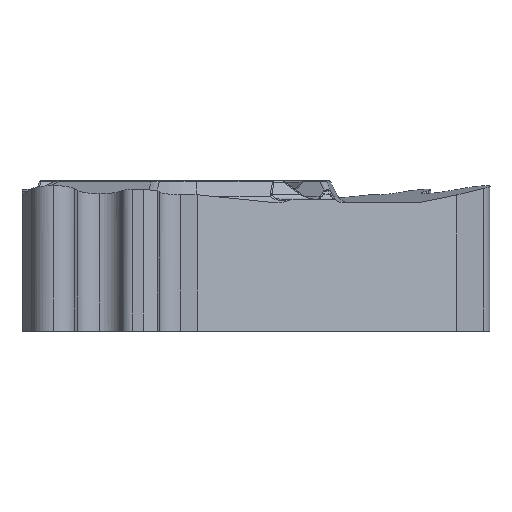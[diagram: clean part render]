
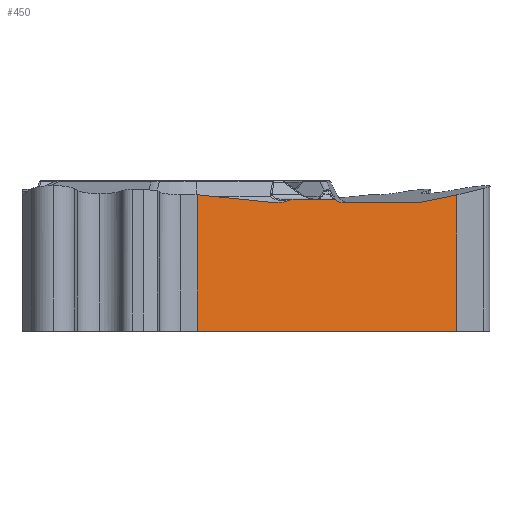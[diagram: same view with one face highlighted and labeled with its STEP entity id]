
A CAD part, front view. The second image highlights one B-rep face of the part: STEP entity #450.
In plain terms, the highlighted planar face has unit normal (0.5, -0.866, 0).
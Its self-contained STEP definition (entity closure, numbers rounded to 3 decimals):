
#254=ELLIPSE('',#3876,0.377,0.32);
#255=ELLIPSE('',#3877,0.177,0.15);
#256=ELLIPSE('',#3878,0.3,0.15);
#257=ELLIPSE('',#3879,0.64,0.32);
#308=CIRCLE('',#3875,0.32);
#450=ADVANCED_FACE('',(#737),#681,.F.);
#681=PLANE('',#3880);
#737=FACE_OUTER_BOUND('',#962,.T.);
#962=EDGE_LOOP('',(#1268,#1269,#1270,#1271,#1272,#1273,#1274,#1275,#1276,
#1277,#1278,#1279,#1280,#1281));
#1268=ORIENTED_EDGE('',*,*,#2727,.F.);
#1269=ORIENTED_EDGE('',*,*,#2728,.T.);
#1270=ORIENTED_EDGE('',*,*,#2729,.F.);
#1271=ORIENTED_EDGE('',*,*,#2711,.F.);
#1272=ORIENTED_EDGE('',*,*,#2730,.T.);
#1273=ORIENTED_EDGE('',*,*,#2731,.T.);
#1274=ORIENTED_EDGE('',*,*,#2732,.T.);
#1275=ORIENTED_EDGE('',*,*,#2733,.F.);
#1276=ORIENTED_EDGE('',*,*,#2734,.F.);
#1277=ORIENTED_EDGE('',*,*,#2735,.F.);
#1278=ORIENTED_EDGE('',*,*,#2736,.F.);
#1279=ORIENTED_EDGE('',*,*,#2737,.T.);
#1280=ORIENTED_EDGE('',*,*,#2738,.T.);
#1281=ORIENTED_EDGE('',*,*,#2739,.F.);
#2368=VERTEX_POINT('',#5621);
#2369=VERTEX_POINT('',#5623);
#2384=VERTEX_POINT('',#5656);
#2385=VERTEX_POINT('',#5657);
#2386=VERTEX_POINT('',#5659);
#2387=VERTEX_POINT('',#5662);
#2388=VERTEX_POINT('',#5664);
#2389=VERTEX_POINT('',#5666);
#2390=VERTEX_POINT('',#5668);
#2391=VERTEX_POINT('',#5670);
#2392=VERTEX_POINT('',#5672);
#2393=VERTEX_POINT('',#5680);
#2394=VERTEX_POINT('',#5682);
#2395=VERTEX_POINT('',#5684);
#2711=EDGE_CURVE('',#2368,#2369,#3255,.T.);
#2727=EDGE_CURVE('',#2384,#2385,#3266,.T.);
#2728=EDGE_CURVE('',#2384,#2386,#3267,.T.);
#2729=EDGE_CURVE('',#2369,#2386,#3268,.T.);
#2730=EDGE_CURVE('',#2368,#2387,#308,.T.);
#2731=EDGE_CURVE('',#2387,#2388,#3269,.T.);
#2732=EDGE_CURVE('',#2388,#2389,#254,.T.);
#2733=EDGE_CURVE('',#2390,#2389,#255,.T.);
#2734=EDGE_CURVE('',#2391,#2390,#3270,.T.);
#2735=EDGE_CURVE('',#2392,#2391,#256,.T.);
#2736=EDGE_CURVE('',#2393,#2392,#3697,.T.);
#2737=EDGE_CURVE('',#2393,#2394,#3271,.T.);
#2738=EDGE_CURVE('',#2394,#2395,#257,.T.);
#2739=EDGE_CURVE('',#2385,#2395,#3272,.T.);
#3255=LINE('',#5622,#3486);
#3266=LINE('',#5655,#3497);
#3267=LINE('',#5658,#3498);
#3268=LINE('',#5660,#3499);
#3269=LINE('',#5663,#3500);
#3270=LINE('',#5669,#3501);
#3271=LINE('',#5681,#3502);
#3272=LINE('',#5685,#3503);
#3486=VECTOR('',#4285,1.);
#3497=VECTOR('',#4310,1.);
#3498=VECTOR('',#4311,1.);
#3499=VECTOR('',#4312,1.);
#3500=VECTOR('',#4315,1.);
#3501=VECTOR('',#4320,1.);
#3502=VECTOR('',#4323,1.);
#3503=VECTOR('',#4326,1.);
#3697=B_SPLINE_CURVE_WITH_KNOTS('',3,(#5673,#5674,#5675,#5676,#5677,#5678,
#5679),.UNSPECIFIED.,.F.,.F.,(4,3,4),(0.,0.497,1.),
 .UNSPECIFIED.);
#3875=AXIS2_PLACEMENT_3D('',#5661,#4313,#4314);
#3876=AXIS2_PLACEMENT_3D('',#5665,#4316,#4317);
#3877=AXIS2_PLACEMENT_3D('',#5667,#4318,#4319);
#3878=AXIS2_PLACEMENT_3D('',#5671,#4321,#4322);
#3879=AXIS2_PLACEMENT_3D('',#5683,#4324,#4325);
#3880=AXIS2_PLACEMENT_3D('',#5686,#4327,#4328);
#4285=DIRECTION('',(0.853,0.492,0.174));
#4310=DIRECTION('',(0.,0.,1.));
#4311=DIRECTION('',(0.866,0.5,0.));
#4312=DIRECTION('',(0.,0.,-1.));
#4313=DIRECTION('',(-0.5,0.866,0.));
#4314=DIRECTION('',(-0.866,-0.5,0.));
#4315=DIRECTION('',(-0.866,-0.5,0.));
#4316=DIRECTION('',(-0.5,0.866,0.));
#4317=DIRECTION('',(-0.866,-0.5,0.));
#4318=DIRECTION('',(-0.5,0.866,0.));
#4319=DIRECTION('',(-0.866,-0.5,0.));
#4320=DIRECTION('',(0.866,0.5,0.));
#4321=DIRECTION('',(-0.5,0.866,0.));
#4322=DIRECTION('',(0.866,0.5,0.));
#4323=DIRECTION('',(-0.866,-0.5,0.));
#4324=DIRECTION('',(-0.5,0.866,0.));
#4325=DIRECTION('',(-0.866,-0.5,0.));
#4326=DIRECTION('',(0.863,0.498,-0.088));
#4327=DIRECTION('',(-0.5,0.866,0.));
#4328=DIRECTION('',(-0.866,-0.5,0.));
#5621=CARTESIAN_POINT('',(6.121,-1.965,-0.455));
#5622=CARTESIAN_POINT('',(-3.599,-7.577,-2.434));
#5623=CARTESIAN_POINT('',(7.111,-1.394,-0.254));
#5655=CARTESIAN_POINT('',(0.016,-5.49,0.));
#5656=CARTESIAN_POINT('',(0.016,-5.49,-3.97));
#5657=CARTESIAN_POINT('',(0.016,-5.49,-0.249));
#5658=CARTESIAN_POINT('',(8.733,-0.457,-3.97));
#5659=CARTESIAN_POINT('',(7.111,-1.394,-3.97));
#5660=CARTESIAN_POINT('',(7.111,-1.394,0.));
#5661=CARTESIAN_POINT('',(6.073,-1.993,-0.14));
#5662=CARTESIAN_POINT('',(6.073,-1.993,-0.46));
#5663=CARTESIAN_POINT('',(-3.971,-7.792,-0.46));
#5664=CARTESIAN_POINT('',(4.005,-3.187,-0.46));
#5665=CARTESIAN_POINT('',(4.005,-3.187,-0.14));
#5666=CARTESIAN_POINT('',(3.813,-3.298,-0.399));
#5667=CARTESIAN_POINT('',(3.723,-3.35,-0.52));
#5668=CARTESIAN_POINT('',(3.723,-3.35,-0.37));
#5669=CARTESIAN_POINT('',(-3.971,-7.792,-0.37));
#5670=CARTESIAN_POINT('',(2.693,-3.945,-0.37));
#5671=CARTESIAN_POINT('',(2.693,-3.945,-0.52));
#5672=CARTESIAN_POINT('',(2.538,-4.034,-0.4));
#5673=CARTESIAN_POINT('',(2.222,-4.216,-0.46));
#5674=CARTESIAN_POINT('',(2.275,-4.186,-0.46));
#5675=CARTESIAN_POINT('',(2.329,-4.155,-0.455));
#5676=CARTESIAN_POINT('',(2.381,-4.124,-0.446));
#5677=CARTESIAN_POINT('',(2.435,-4.094,-0.436));
#5678=CARTESIAN_POINT('',(2.487,-4.063,-0.421));
#5679=CARTESIAN_POINT('',(2.538,-4.034,-0.4));
#5680=CARTESIAN_POINT('',(2.222,-4.216,-0.46));
#5681=CARTESIAN_POINT('',(8.733,-0.457,-0.46));
#5682=CARTESIAN_POINT('',(2.141,-4.263,-0.46));
#5683=CARTESIAN_POINT('',(2.141,-4.263,-0.14));
#5684=CARTESIAN_POINT('',(2.045,-4.319,-0.455));
#5685=CARTESIAN_POINT('',(8.647,-0.507,-1.127));
#5686=CARTESIAN_POINT('',(8.733,-0.457,0.));
